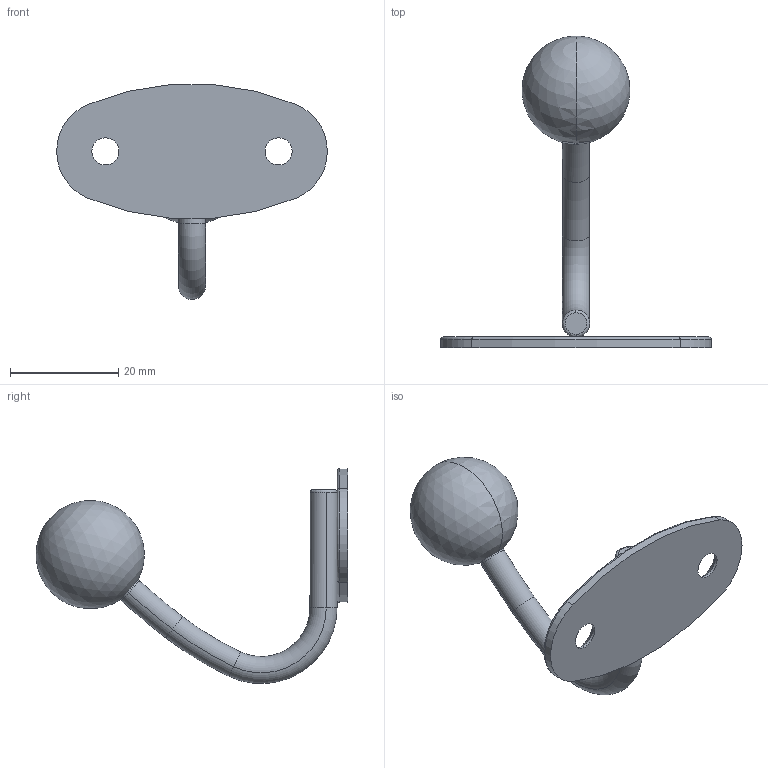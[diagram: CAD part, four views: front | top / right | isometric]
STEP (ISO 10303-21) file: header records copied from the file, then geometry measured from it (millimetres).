
FILE_DESCRIPTION(('Creo Elements/Direct Modeling STEP Export'),'2;1');
FILE_NAME('1294.stp','2018-12-13T10:18:40',(''),(''),'Creo Elements/Direct Modeling STEP processor for AP214 (Solid Model)','Creo Elements/Direct Modeling 20.0 12-Nov-2016 (C) Parametric Technology GmbH','');
FILE_SCHEMA(('AUTOMOTIVE_DESIGN { 1 0 10303 214 1 1 1 1 }'));
Length unit declared in the file: millimetre
Products named in the file (2): 1294
Assembly tree (1 placements, depth 2):
  1294
    1294
Bounding box: 50 x 57.59 x 39.7 mm (x, y, z)
Volume: 7427.8 mm3; surface area: 4515.5 mm2
Topology: 1 solids, 1 shells, 33 faces, 81 edges, 49 vertices
Faces by surface type: cylinder 12, torus 10, cone 4, plane 3, bspline 2, sphere 2
Entity records: 1623 total; most frequent: CARTESIAN_POINT 857, ORIENTED_EDGE 158, DIRECTION 152, EDGE_CURVE 79, AXIS2_PLACEMENT_3D 68, VERTEX_POINT 49, EDGE_LOOP 38, CIRCLE 34
